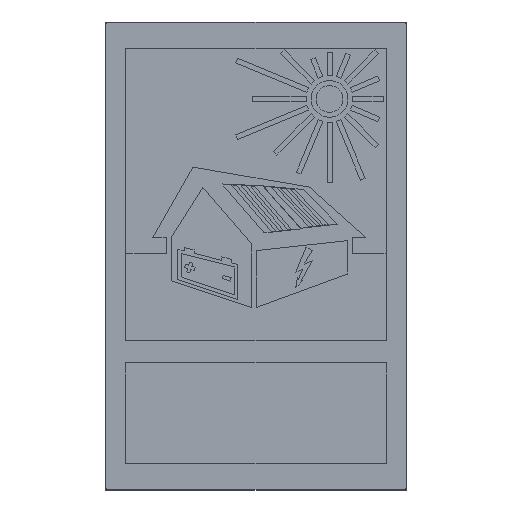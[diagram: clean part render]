
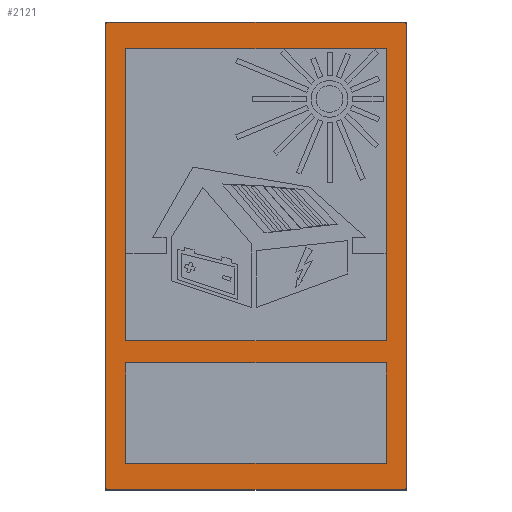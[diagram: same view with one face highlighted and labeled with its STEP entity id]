
A CAD part, top view. The second image highlights one B-rep face of the part: STEP entity #2121.
In plain terms, the highlighted planar face has unit normal (0, 0, 1).
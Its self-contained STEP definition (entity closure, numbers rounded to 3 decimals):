
#1832=AXIS2_PLACEMENT_3D('Circle Axis2P3D',#1830,#1831,$) ;
#1857=AXIS2_PLACEMENT_3D('Circle Axis2P3D',#1855,#1856,$) ;
#1875=AXIS2_PLACEMENT_3D('Circle Axis2P3D',#1873,#1874,$) ;
#1893=AXIS2_PLACEMENT_3D('Circle Axis2P3D',#1891,#1892,$) ;
#2097=AXIS2_PLACEMENT_3D('Plane Axis2P3D',#2094,#2095,#2096) ;
#71=CARTESIAN_POINT('Vertex',(0.,1.,0.055)) ;
#74=CARTESIAN_POINT('Line Origine',(0.,70.,0.055)) ;
#78=CARTESIAN_POINT('Vertex',(0.,139.,0.055)) ;
#142=CARTESIAN_POINT('Vertex',(89.,0.,0.055)) ;
#145=CARTESIAN_POINT('Line Origine',(45.,0.,0.055)) ;
#149=CARTESIAN_POINT('Vertex',(1.,0.,0.055)) ;
#206=CARTESIAN_POINT('Vertex',(90.,139.,0.055)) ;
#209=CARTESIAN_POINT('Line Origine',(90.,70.,0.055)) ;
#213=CARTESIAN_POINT('Vertex',(90.,1.,0.055)) ;
#261=CARTESIAN_POINT('Vertex',(1.,140.,0.055)) ;
#264=CARTESIAN_POINT('Line Origine',(45.,140.,0.055)) ;
#268=CARTESIAN_POINT('Vertex',(89.,140.,0.055)) ;
#1830=CARTESIAN_POINT('Axis2P3D Location',(1.,139.,0.055)) ;
#1855=CARTESIAN_POINT('Axis2P3D Location',(1.,1.,0.055)) ;
#1873=CARTESIAN_POINT('Axis2P3D Location',(89.,1.,0.055)) ;
#1891=CARTESIAN_POINT('Axis2P3D Location',(89.,139.,0.055)) ;
#1909=CARTESIAN_POINT('Line Origine',(45.,132.,0.055)) ;
#1913=CARTESIAN_POINT('Vertex',(83.9,132.,0.055)) ;
#1915=CARTESIAN_POINT('Vertex',(6.1,132.,0.055)) ;
#1941=CARTESIAN_POINT('Line Origine',(83.9,88.3,0.055)) ;
#1945=CARTESIAN_POINT('Vertex',(83.9,44.6,0.055)) ;
#1966=CARTESIAN_POINT('Line Origine',(45.,44.6,0.055)) ;
#1970=CARTESIAN_POINT('Vertex',(6.1,44.6,0.055)) ;
#1991=CARTESIAN_POINT('Line Origine',(6.1,88.3,0.055)) ;
#2009=CARTESIAN_POINT('Line Origine',(45.,38.,0.055)) ;
#2013=CARTESIAN_POINT('Vertex',(83.9,38.,0.055)) ;
#2015=CARTESIAN_POINT('Vertex',(6.1,38.,0.055)) ;
#2036=CARTESIAN_POINT('Line Origine',(83.9,23.,0.055)) ;
#2040=CARTESIAN_POINT('Vertex',(83.9,8.,0.055)) ;
#2061=CARTESIAN_POINT('Line Origine',(45.,8.,0.055)) ;
#2065=CARTESIAN_POINT('Vertex',(6.1,8.,0.055)) ;
#2081=CARTESIAN_POINT('Line Origine',(6.1,23.,0.055)) ;
#2094=CARTESIAN_POINT('Axis2P3D Location',(45.,70.,0.055)) ;
#75=DIRECTION('Vector Direction',(0.,-1.,0.)) ;
#146=DIRECTION('Vector Direction',(-1.,0.,0.)) ;
#210=DIRECTION('Vector Direction',(0.,1.,0.)) ;
#265=DIRECTION('Vector Direction',(1.,0.,0.)) ;
#1831=DIRECTION('Axis2P3D Direction',(0.,0.,1.)) ;
#1856=DIRECTION('Axis2P3D Direction',(0.,0.,1.)) ;
#1874=DIRECTION('Axis2P3D Direction',(0.,0.,1.)) ;
#1892=DIRECTION('Axis2P3D Direction',(0.,0.,1.)) ;
#1910=DIRECTION('Vector Direction',(1.,0.,0.)) ;
#1942=DIRECTION('Vector Direction',(0.,1.,0.)) ;
#1967=DIRECTION('Vector Direction',(-1.,0.,0.)) ;
#1992=DIRECTION('Vector Direction',(0.,-1.,0.)) ;
#2010=DIRECTION('Vector Direction',(1.,0.,0.)) ;
#2037=DIRECTION('Vector Direction',(0.,-1.,0.)) ;
#2062=DIRECTION('Vector Direction',(1.,0.,0.)) ;
#2082=DIRECTION('Vector Direction',(0.,-1.,0.)) ;
#2095=DIRECTION('Axis2P3D Direction',(0.,0.,1.)) ;
#2096=DIRECTION('Axis2P3D XDirection',(1.,0.,0.)) ;
#76=VECTOR('Line Direction',#75,1.) ;
#147=VECTOR('Line Direction',#146,1.) ;
#211=VECTOR('Line Direction',#210,1.) ;
#266=VECTOR('Line Direction',#265,1.) ;
#1911=VECTOR('Line Direction',#1910,1.) ;
#1943=VECTOR('Line Direction',#1942,1.) ;
#1968=VECTOR('Line Direction',#1967,1.) ;
#1993=VECTOR('Line Direction',#1992,1.) ;
#2011=VECTOR('Line Direction',#2010,1.) ;
#2038=VECTOR('Line Direction',#2037,1.) ;
#2063=VECTOR('Line Direction',#2062,1.) ;
#2083=VECTOR('Line Direction',#2082,1.) ;
#2100=ORIENTED_EDGE('',*,*,#1834,.T.) ;
#2101=ORIENTED_EDGE('',*,*,#80,.T.) ;
#2102=ORIENTED_EDGE('',*,*,#1859,.T.) ;
#2103=ORIENTED_EDGE('',*,*,#151,.T.) ;
#2104=ORIENTED_EDGE('',*,*,#1877,.T.) ;
#2105=ORIENTED_EDGE('',*,*,#215,.T.) ;
#2106=ORIENTED_EDGE('',*,*,#1895,.T.) ;
#2107=ORIENTED_EDGE('',*,*,#270,.T.) ;
#2110=ORIENTED_EDGE('',*,*,#1917,.F.) ;
#2111=ORIENTED_EDGE('',*,*,#1947,.F.) ;
#2112=ORIENTED_EDGE('',*,*,#1972,.F.) ;
#2113=ORIENTED_EDGE('',*,*,#1995,.F.) ;
#2116=ORIENTED_EDGE('',*,*,#2017,.F.) ;
#2117=ORIENTED_EDGE('',*,*,#2042,.F.) ;
#2118=ORIENTED_EDGE('',*,*,#2067,.F.) ;
#2119=ORIENTED_EDGE('',*,*,#2085,.F.) ;
#2114=FACE_BOUND('',#2109,.T.) ;
#2120=FACE_BOUND('',#2115,.T.) ;
#2121=ADVANCED_FACE('S3D positioniert',(#2108,#2114,#2120),#2098,.T.) ;
#1833=CIRCLE('generated circle',#1832,1.) ;
#1858=CIRCLE('generated circle',#1857,1.) ;
#1876=CIRCLE('generated circle',#1875,1.) ;
#1894=CIRCLE('generated circle',#1893,1.) ;
#80=EDGE_CURVE('',#79,#72,#77,.T.) ;
#151=EDGE_CURVE('',#150,#143,#148,.F.) ;
#215=EDGE_CURVE('',#214,#207,#212,.T.) ;
#270=EDGE_CURVE('',#269,#262,#267,.F.) ;
#1834=EDGE_CURVE('',#262,#79,#1833,.T.) ;
#1859=EDGE_CURVE('',#72,#150,#1858,.T.) ;
#1877=EDGE_CURVE('',#143,#214,#1876,.T.) ;
#1895=EDGE_CURVE('',#207,#269,#1894,.T.) ;
#1917=EDGE_CURVE('',#1914,#1916,#1912,.F.) ;
#1947=EDGE_CURVE('',#1946,#1914,#1944,.T.) ;
#1972=EDGE_CURVE('',#1971,#1946,#1969,.F.) ;
#1995=EDGE_CURVE('',#1916,#1971,#1994,.T.) ;
#2017=EDGE_CURVE('',#2014,#2016,#2012,.F.) ;
#2042=EDGE_CURVE('',#2041,#2014,#2039,.F.) ;
#2067=EDGE_CURVE('',#2066,#2041,#2064,.T.) ;
#2085=EDGE_CURVE('',#2016,#2066,#2084,.T.) ;
#2099=EDGE_LOOP('',(#2100,#2101,#2102,#2103,#2104,#2105,#2106,#2107)) ;
#2109=EDGE_LOOP('',(#2110,#2111,#2112,#2113)) ;
#2115=EDGE_LOOP('',(#2116,#2117,#2118,#2119)) ;
#2108=FACE_OUTER_BOUND('',#2099,.T.) ;
#77=LINE('Line',#74,#76) ;
#148=LINE('Line',#145,#147) ;
#212=LINE('Line',#209,#211) ;
#267=LINE('Line',#264,#266) ;
#1912=LINE('Line',#1909,#1911) ;
#1944=LINE('Line',#1941,#1943) ;
#1969=LINE('Line',#1966,#1968) ;
#1994=LINE('Line',#1991,#1993) ;
#2012=LINE('Line',#2009,#2011) ;
#2039=LINE('Line',#2036,#2038) ;
#2064=LINE('Line',#2061,#2063) ;
#2084=LINE('Line',#2081,#2083) ;
#2098=PLANE('',#2097) ;
#72=VERTEX_POINT('',#71) ;
#79=VERTEX_POINT('',#78) ;
#143=VERTEX_POINT('',#142) ;
#150=VERTEX_POINT('',#149) ;
#207=VERTEX_POINT('',#206) ;
#214=VERTEX_POINT('',#213) ;
#262=VERTEX_POINT('',#261) ;
#269=VERTEX_POINT('',#268) ;
#1914=VERTEX_POINT('',#1913) ;
#1916=VERTEX_POINT('',#1915) ;
#1946=VERTEX_POINT('',#1945) ;
#1971=VERTEX_POINT('',#1970) ;
#2014=VERTEX_POINT('',#2013) ;
#2016=VERTEX_POINT('',#2015) ;
#2041=VERTEX_POINT('',#2040) ;
#2066=VERTEX_POINT('',#2065) ;
